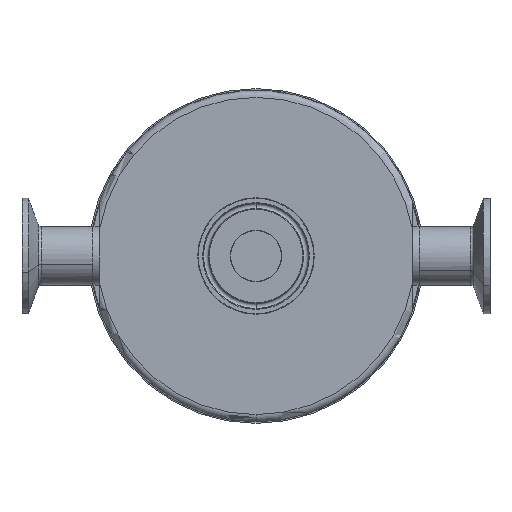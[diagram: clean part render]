
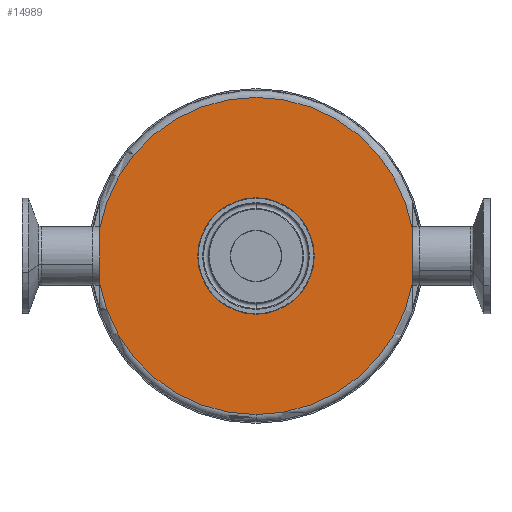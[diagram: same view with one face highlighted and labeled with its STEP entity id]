
A CAD part, front view. The second image highlights one B-rep face of the part: STEP entity #14989.
In plain terms, the highlighted planar face has unit normal (0, -1, 0).
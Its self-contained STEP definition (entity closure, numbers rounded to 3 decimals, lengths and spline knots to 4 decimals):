
#233 = FACE_OUTER_BOUND ( 'NONE', #48027, .T. ) ;
#483 = DIRECTION ( 'NONE',  ( 0., 0., -1. ) ) ;
#2546 = DIRECTION ( 'NONE',  ( 0., -1., 0. ) ) ;
#4792 = CARTESIAN_POINT ( 'NONE',  ( 0., 0.84, 1. ) ) ;
#4865 = CIRCLE ( 'NONE', #7207, 1. ) ;
#5108 = CARTESIAN_POINT ( 'NONE',  ( 0., 0.84, -2.725 ) ) ;
#5868 = EDGE_CURVE ( 'NONE', #11488, #28255, #9803, .T. ) ;
#7117 = ORIENTED_EDGE ( 'NONE', *, *, #29663, .T. ) ;
#7207 = AXIS2_PLACEMENT_3D ( 'NONE', #44645, #41200, #7556 ) ;
#7556 = DIRECTION ( 'NONE',  ( 0., 0., -1. ) ) ;
#8099 = ORIENTED_EDGE ( 'NONE', *, *, #30942, .T. ) ;
#9221 = VERTEX_POINT ( 'NONE', #43561 ) ;
#9578 = VECTOR ( 'NONE', #34890, 39.3701 ) ;
#9803 = LINE ( 'NONE', #24795, #11813 ) ;
#10532 = DIRECTION ( 'NONE',  ( 0., 0., -1. ) ) ;
#11488 = VERTEX_POINT ( 'NONE', #38077 ) ;
#11813 = VECTOR ( 'NONE', #39753, 39.3701 ) ;
#11843 = ORIENTED_EDGE ( 'NONE', *, *, #12478, .F. ) ;
#12478 = EDGE_CURVE ( 'NONE', #44809, #39225, #4865, .T. ) ;
#13021 = CARTESIAN_POINT ( 'NONE',  ( 0., 0.84, -1. ) ) ;
#14989 = ADVANCED_FACE ( 'Defeatured_0_203', ( #233, #15216 ), #30173, .T. ) ;
#15055 = VERTEX_POINT ( 'NONE', #5108 ) ;
#15216 = FACE_BOUND ( 'NONE', #18255, .T. ) ;
#15700 = CARTESIAN_POINT ( 'NONE',  ( 0., 0.84, 0. ) ) ;
#16551 = ORIENTED_EDGE ( 'NONE', *, *, #20021, .T. ) ;
#16751 = CIRCLE ( 'NONE', #35549, 2.725 ) ;
#18255 = EDGE_LOOP ( 'NONE', ( #45871, #11843 ) ) ;
#18449 = DIRECTION ( 'NONE',  ( 0., -1., 0. ) ) ;
#19550 = CIRCLE ( 'NONE', #46988, 1. ) ;
#20021 = EDGE_CURVE ( 'NONE', #9221, #28255, #23007, .T. ) ;
#23007 = CIRCLE ( 'NONE', #38681, 2.725 ) ;
#23617 = CARTESIAN_POINT ( 'NONE',  ( 2.685, 0.84, 0. ) ) ;
#24795 = CARTESIAN_POINT ( 'NONE',  ( -2.685, 0.84, 0. ) ) ;
#26308 = CARTESIAN_POINT ( 'NONE',  ( 0., 0.84, 0. ) ) ;
#28255 = VERTEX_POINT ( 'NONE', #30025 ) ;
#29663 = EDGE_CURVE ( 'NONE', #11488, #15055, #42612, .T. ) ;
#30025 = CARTESIAN_POINT ( 'NONE',  ( -2.685, 0.84, 0.4652 ) ) ;
#30173 = PLANE ( 'NONE',  #43316 ) ;
#30942 = EDGE_CURVE ( 'NONE', #15055, #38960, #16751, .T. ) ;
#32877 = DIRECTION ( 'NONE',  ( 0., -1., 0. ) ) ;
#33601 = CARTESIAN_POINT ( 'NONE',  ( 0., 0.84, 0. ) ) ;
#33652 = DIRECTION ( 'NONE',  ( 0., 0., -1. ) ) ;
#34575 = DIRECTION ( 'NONE',  ( 0., 0., -1. ) ) ;
#34890 = DIRECTION ( 'NONE',  ( 0., 0., 1. ) ) ;
#34981 = ORIENTED_EDGE ( 'NONE', *, *, #5868, .F. ) ;
#35190 = ORIENTED_EDGE ( 'NONE', *, *, #46307, .T. ) ;
#35549 = AXIS2_PLACEMENT_3D ( 'NONE', #33601, #32877, #10532 ) ;
#36173 = CARTESIAN_POINT ( 'NONE',  ( 0., 0.84, 0. ) ) ;
#36671 = DIRECTION ( 'NONE',  ( 0., 0., -1. ) ) ;
#38077 = CARTESIAN_POINT ( 'NONE',  ( -2.685, 0.84, -0.4652 ) ) ;
#38681 = AXIS2_PLACEMENT_3D ( 'NONE', #15700, #42449, #483 ) ;
#38960 = VERTEX_POINT ( 'NONE', #43027 ) ;
#39225 = VERTEX_POINT ( 'NONE', #13021 ) ;
#39489 = AXIS2_PLACEMENT_3D ( 'NONE', #26308, #18449, #33652 ) ;
#39753 = DIRECTION ( 'NONE',  ( 0., 0., 1. ) ) ;
#41200 = DIRECTION ( 'NONE',  ( 0., -1., 0. ) ) ;
#41717 = CARTESIAN_POINT ( 'NONE',  ( 1., 0.84, 0. ) ) ;
#42033 = LINE ( 'NONE', #23617, #9578 ) ;
#42449 = DIRECTION ( 'NONE',  ( 0., -1., 0. ) ) ;
#42612 = CIRCLE ( 'NONE', #39489, 2.725 ) ;
#42761 = EDGE_CURVE ( 'NONE', #39225, #44809, #19550, .T. ) ;
#43027 = CARTESIAN_POINT ( 'NONE',  ( 2.685, 0.84, -0.4652 ) ) ;
#43316 = AXIS2_PLACEMENT_3D ( 'NONE', #41717, #46369, #34575 ) ;
#43561 = CARTESIAN_POINT ( 'NONE',  ( 2.685, 0.84, 0.4652 ) ) ;
#44645 = CARTESIAN_POINT ( 'NONE',  ( 0., 0.84, 0. ) ) ;
#44809 = VERTEX_POINT ( 'NONE', #4792 ) ;
#45871 = ORIENTED_EDGE ( 'NONE', *, *, #42761, .F. ) ;
#46307 = EDGE_CURVE ( 'NONE', #38960, #9221, #42033, .T. ) ;
#46369 = DIRECTION ( 'NONE',  ( 0., -1., 0. ) ) ;
#46988 = AXIS2_PLACEMENT_3D ( 'NONE', #36173, #2546, #36671 ) ;
#48027 = EDGE_LOOP ( 'NONE', ( #34981, #7117, #8099, #35190, #16551 ) ) ;
